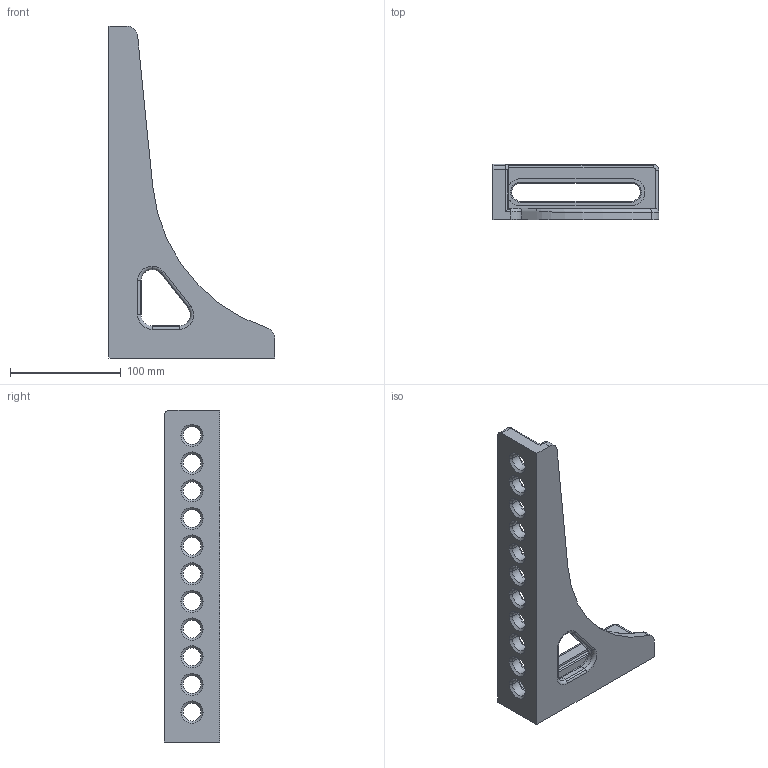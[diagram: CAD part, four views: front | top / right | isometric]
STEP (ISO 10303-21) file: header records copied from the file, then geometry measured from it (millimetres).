
FILE_DESCRIPTION(('STEP AP214'),'1');
FILE_NAME('160162.STP','2011-09-05T07:28:57',(' '),(' '),'Spatial InterOp 3D',' ',' ');
FILE_SCHEMA(('automotive_design'));
Length unit declared in the file: millimetre
Products named in the file (1): Quader
Bounding box: 150 x 50 x 300 mm (x, y, z)
Volume: 334141.4 mm3; surface area: 78574.5 mm2
Topology: 1 solids, 1 shells, 188 faces, 440 edges, 265 vertices
Faces by surface type: cylinder 89, cone 52, plane 34, torus 13
Entity records: 6968 total; most frequent: DIRECTION 1062, CARTESIAN_POINT 894, ORIENTED_EDGE 880, EDGE_CURVE 440, AXIS2_PLACEMENT_3D 433, VERTEX_POINT 265, CIRCLE 238, EDGE_LOOP 225
